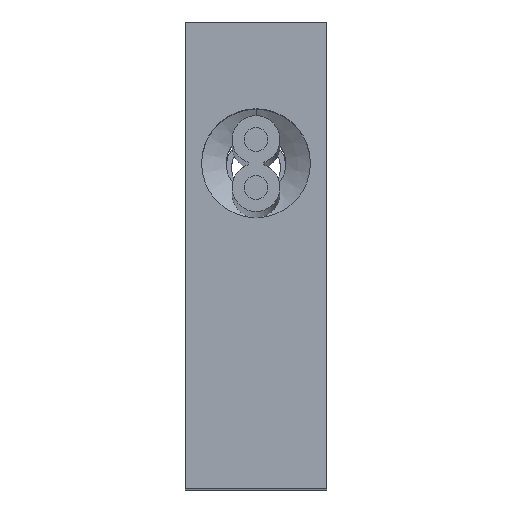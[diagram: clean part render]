
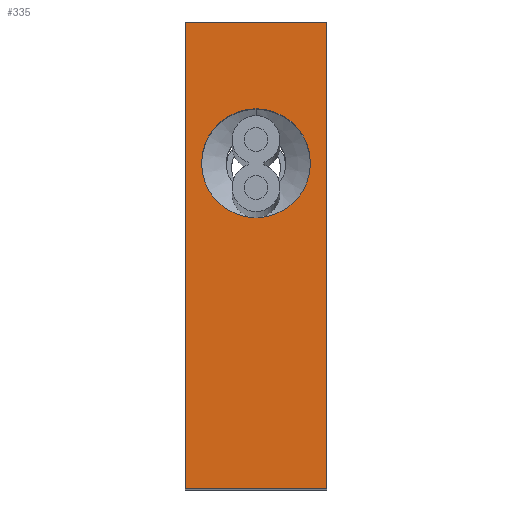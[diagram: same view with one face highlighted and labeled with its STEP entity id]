
A CAD part, top view. The second image highlights one B-rep face of the part: STEP entity #335.
In plain terms, the highlighted planar face has unit normal (0, 0, 1).
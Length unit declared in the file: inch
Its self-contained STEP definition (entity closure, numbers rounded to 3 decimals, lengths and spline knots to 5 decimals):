
#27=DIRECTION('',(0.,-1.,0.));
#28=VECTOR('',#27,0.39);
#29=CARTESIAN_POINT('',(-0.059,0.195,0.295));
#30=LINE('',#29,#28);
#51=DIRECTION('',(1.,0.,0.));
#52=VECTOR('',#51,0.118);
#53=CARTESIAN_POINT('',(-0.059,-0.195,0.295));
#54=LINE('',#53,#52);
#55=DIRECTION('',(1.,0.,0.));
#56=VECTOR('',#55,0.118);
#57=CARTESIAN_POINT('',(-0.059,0.195,0.295));
#58=LINE('',#57,#56);
#59=CARTESIAN_POINT('',(0.,0.077,0.295));
#60=DIRECTION('',(0.,0.,1.));
#61=DIRECTION('',(0.,-1.,0.));
#62=AXIS2_PLACEMENT_3D('',#59,#60,#61);
#64=CARTESIAN_POINT('',(0.,0.077,0.295));
#65=DIRECTION('',(0.,0.,1.));
#66=DIRECTION('',(0.,1.,0.));
#67=AXIS2_PLACEMENT_3D('',#64,#65,#66);
#77=DIRECTION('',(0.,-1.,0.));
#78=VECTOR('',#77,0.39);
#79=CARTESIAN_POINT('',(0.059,0.195,0.295));
#80=LINE('',#79,#78);
#197=CARTESIAN_POINT('',(-0.059,-0.195,0.295));
#199=VERTEX_POINT('',#197);
#203=CARTESIAN_POINT('',(-0.059,0.195,0.295));
#204=VERTEX_POINT('',#203);
#205=CARTESIAN_POINT('',(0.059,-0.195,0.295));
#207=VERTEX_POINT('',#205);
#211=CARTESIAN_POINT('',(0.059,0.195,0.295));
#212=VERTEX_POINT('',#211);
#229=CARTESIAN_POINT('',(0.,0.0315,0.295));
#230=CARTESIAN_POINT('',(0.,0.1225,0.295));
#231=VERTEX_POINT('',#229);
#232=VERTEX_POINT('',#230);
#316=CARTESIAN_POINT('',(-0.059,0.195,0.295));
#317=DIRECTION('',(0.,0.,1.));
#318=DIRECTION('',(0.,-1.,0.));
#319=AXIS2_PLACEMENT_3D('',#316,#317,#318);
#320=PLANE('',#319);
#321=ORIENTED_EDGE('',*,*,#285,.F.);
#323=ORIENTED_EDGE('',*,*,#322,.T.);
#325=ORIENTED_EDGE('',*,*,#324,.T.);
#326=ORIENTED_EDGE('',*,*,#308,.F.);
#327=EDGE_LOOP('',(#321,#323,#325,#326));
#328=FACE_OUTER_BOUND('',#327,.F.);
#330=ORIENTED_EDGE('',*,*,#329,.T.);
#332=ORIENTED_EDGE('',*,*,#331,.T.);
#333=EDGE_LOOP('',(#330,#332));
#334=FACE_BOUND('',#333,.F.);
#335=ADVANCED_FACE('',(#328,#334),#320,.T.);
#63=CIRCLE('',#62,0.0455);
#68=CIRCLE('',#67,0.0455);
#285=EDGE_CURVE('',#204,#199,#30,.T.);
#308=EDGE_CURVE('',#199,#207,#54,.T.);
#322=EDGE_CURVE('',#204,#212,#58,.T.);
#324=EDGE_CURVE('',#212,#207,#80,.T.);
#329=EDGE_CURVE('',#231,#232,#63,.T.);
#331=EDGE_CURVE('',#232,#231,#68,.T.);
